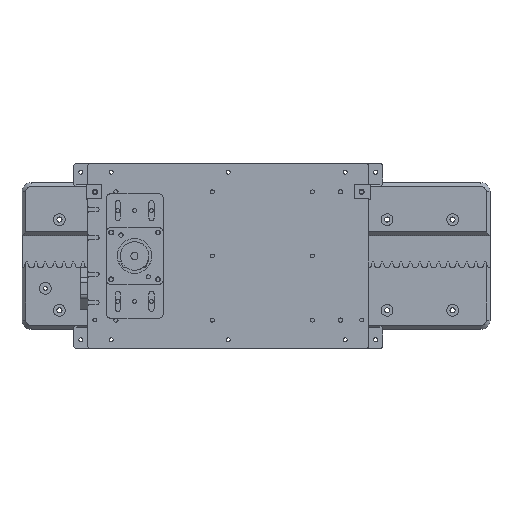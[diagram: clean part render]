
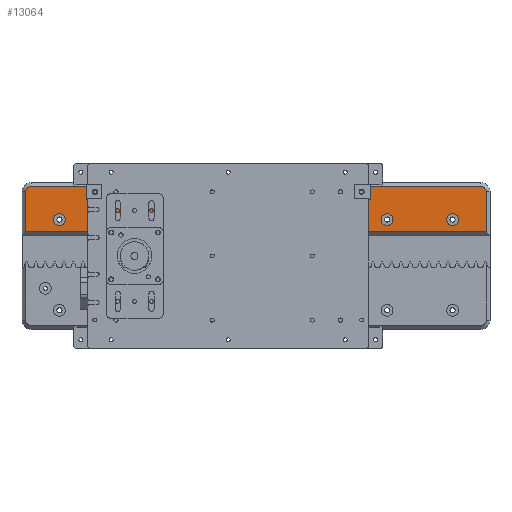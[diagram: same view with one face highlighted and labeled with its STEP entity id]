
A CAD part, top view. The second image highlights one B-rep face of the part: STEP entity #13064.
In plain terms, the highlighted planar face has unit normal (0, 0, 1).
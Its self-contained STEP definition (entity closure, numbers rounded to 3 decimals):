
#747=FACE_BOUND('',#2042,.T.);
#748=FACE_BOUND('',#2043,.T.);
#749=FACE_BOUND('',#2044,.T.);
#750=FACE_BOUND('',#2045,.T.);
#751=FACE_BOUND('',#2046,.T.);
#752=FACE_BOUND('',#2047,.T.);
#753=FACE_BOUND('',#2048,.T.);
#971=PLANE('',#13992);
#1300=FACE_OUTER_BOUND('',#2041,.T.);
#2041=EDGE_LOOP('',(#8987,#8988,#8989,#8990,#8991,#8992));
#2042=EDGE_LOOP('',(#8993));
#2043=EDGE_LOOP('',(#8994));
#2044=EDGE_LOOP('',(#8995));
#2045=EDGE_LOOP('',(#8996));
#2046=EDGE_LOOP('',(#8997));
#2047=EDGE_LOOP('',(#8998));
#2048=EDGE_LOOP('',(#8999));
#2942=LINE('',#18367,#3982);
#2949=LINE('',#18384,#3989);
#2952=LINE('',#18395,#3992);
#2955=LINE('',#18399,#3995);
#3982=VECTOR('',#15210,10.);
#3989=VECTOR('',#15225,10.);
#3992=VECTOR('',#15236,10.);
#3995=VECTOR('',#15241,10.);
#4998=CIRCLE('',#13882,6.25);
#5006=CIRCLE('',#13896,6.25);
#5014=CIRCLE('',#13910,6.25);
#5022=CIRCLE('',#13924,6.25);
#5030=CIRCLE('',#13938,6.25);
#5038=CIRCLE('',#13952,6.25);
#5046=CIRCLE('',#13966,6.25);
#5055=CIRCLE('',#13982,6.);
#5057=CIRCLE('',#13986,6.);
#5499=VERTEX_POINT('',#18183);
#5507=VERTEX_POINT('',#18209);
#5515=VERTEX_POINT('',#18235);
#5523=VERTEX_POINT('',#18261);
#5531=VERTEX_POINT('',#18287);
#5539=VERTEX_POINT('',#18313);
#5547=VERTEX_POINT('',#18339);
#5555=VERTEX_POINT('',#18365);
#5556=VERTEX_POINT('',#18366);
#5559=VERTEX_POINT('',#18374);
#5561=VERTEX_POINT('',#18380);
#5563=VERTEX_POINT('',#18386);
#5566=VERTEX_POINT('',#18394);
#6806=EDGE_CURVE('',#5499,#5499,#4998,.T.);
#6818=EDGE_CURVE('',#5507,#5507,#5006,.T.);
#6830=EDGE_CURVE('',#5515,#5515,#5014,.T.);
#6842=EDGE_CURVE('',#5523,#5523,#5022,.T.);
#6854=EDGE_CURVE('',#5531,#5531,#5030,.T.);
#6866=EDGE_CURVE('',#5539,#5539,#5038,.T.);
#6878=EDGE_CURVE('',#5547,#5547,#5046,.T.);
#6890=EDGE_CURVE('',#5555,#5556,#2942,.T.);
#6896=EDGE_CURVE('',#5556,#5559,#5055,.T.);
#6899=EDGE_CURVE('',#5559,#5561,#2949,.T.);
#6902=EDGE_CURVE('',#5561,#5563,#5057,.T.);
#6904=EDGE_CURVE('',#5563,#5566,#2952,.T.);
#6907=EDGE_CURVE('',#5566,#5555,#2955,.T.);
#8987=ORIENTED_EDGE('',*,*,#6890,.F.);
#8988=ORIENTED_EDGE('',*,*,#6907,.F.);
#8989=ORIENTED_EDGE('',*,*,#6904,.F.);
#8990=ORIENTED_EDGE('',*,*,#6902,.F.);
#8991=ORIENTED_EDGE('',*,*,#6899,.F.);
#8992=ORIENTED_EDGE('',*,*,#6896,.F.);
#8993=ORIENTED_EDGE('',*,*,#6806,.T.);
#8994=ORIENTED_EDGE('',*,*,#6818,.T.);
#8995=ORIENTED_EDGE('',*,*,#6830,.T.);
#8996=ORIENTED_EDGE('',*,*,#6842,.T.);
#8997=ORIENTED_EDGE('',*,*,#6854,.T.);
#8998=ORIENTED_EDGE('',*,*,#6866,.T.);
#8999=ORIENTED_EDGE('',*,*,#6878,.T.);
#13064=ADVANCED_FACE('',(#1300,#747,#748,#749,#750,#751,#752,#753),#971,
 .T.);
#13882=AXIS2_PLACEMENT_3D('',#18184,#14986,#14987);
#13896=AXIS2_PLACEMENT_3D('',#18210,#15018,#15019);
#13910=AXIS2_PLACEMENT_3D('',#18236,#15050,#15051);
#13924=AXIS2_PLACEMENT_3D('',#18262,#15082,#15083);
#13938=AXIS2_PLACEMENT_3D('',#18288,#15114,#15115);
#13952=AXIS2_PLACEMENT_3D('',#18314,#15146,#15147);
#13966=AXIS2_PLACEMENT_3D('',#18340,#15178,#15179);
#13982=AXIS2_PLACEMENT_3D('',#18378,#15219,#15220);
#13986=AXIS2_PLACEMENT_3D('',#18390,#15231,#15232);
#13992=AXIS2_PLACEMENT_3D('',#18430,#15263,#15264);
#14986=DIRECTION('center_axis',(0.,0.,-1.));
#14987=DIRECTION('ref_axis',(1.,0.,0.));
#15018=DIRECTION('center_axis',(0.,0.,-1.));
#15019=DIRECTION('ref_axis',(1.,0.,0.));
#15050=DIRECTION('center_axis',(0.,0.,-1.));
#15051=DIRECTION('ref_axis',(1.,0.,0.));
#15082=DIRECTION('center_axis',(0.,0.,-1.));
#15083=DIRECTION('ref_axis',(1.,0.,0.));
#15114=DIRECTION('center_axis',(0.,0.,-1.));
#15115=DIRECTION('ref_axis',(1.,0.,0.));
#15146=DIRECTION('center_axis',(0.,0.,-1.));
#15147=DIRECTION('ref_axis',(1.,0.,0.));
#15178=DIRECTION('center_axis',(0.,0.,-1.));
#15179=DIRECTION('ref_axis',(1.,0.,0.));
#15210=DIRECTION('',(0.,1.,0.));
#15219=DIRECTION('center_axis',(0.,0.,-1.));
#15220=DIRECTION('ref_axis',(-0.707,0.707,0.));
#15225=DIRECTION('',(1.,0.,0.));
#15231=DIRECTION('center_axis',(0.,0.,-1.));
#15232=DIRECTION('ref_axis',(0.707,0.707,0.));
#15236=DIRECTION('',(0.,-1.,0.));
#15241=DIRECTION('',(-1.,0.,0.));
#15263=DIRECTION('center_axis',(0.,0.,1.));
#15264=DIRECTION('ref_axis',(0.,-1.,0.));
#18183=CARTESIAN_POINT('',(453.75,48.5,0.));
#18184=CARTESIAN_POINT('Origin',(460.,48.5,0.));
#18209=CARTESIAN_POINT('',(383.75,48.5,0.));
#18210=CARTESIAN_POINT('Origin',(390.,48.5,0.));
#18235=CARTESIAN_POINT('',(313.75,48.5,0.));
#18236=CARTESIAN_POINT('Origin',(320.,48.5,0.));
#18261=CARTESIAN_POINT('',(243.75,48.5,0.));
#18262=CARTESIAN_POINT('Origin',(250.,48.5,0.));
#18287=CARTESIAN_POINT('',(173.75,48.5,0.));
#18288=CARTESIAN_POINT('Origin',(180.,48.5,0.));
#18313=CARTESIAN_POINT('',(103.75,48.5,0.));
#18314=CARTESIAN_POINT('Origin',(110.,48.5,0.));
#18339=CARTESIAN_POINT('',(33.75,48.5,0.));
#18340=CARTESIAN_POINT('Origin',(40.,48.5,0.));
#18365=CARTESIAN_POINT('',(4.,35.249,0.));
#18366=CARTESIAN_POINT('',(4.,78.049,0.));
#18367=CARTESIAN_POINT('',(4.,48.799,0.));
#18374=CARTESIAN_POINT('',(10.,84.049,0.));
#18378=CARTESIAN_POINT('Origin',(10.,78.049,0.));
#18380=CARTESIAN_POINT('',(490.,84.049,0.));
#18384=CARTESIAN_POINT('',(0.,84.049,0.));
#18386=CARTESIAN_POINT('',(496.,78.049,0.));
#18390=CARTESIAN_POINT('Origin',(490.,78.049,0.));
#18394=CARTESIAN_POINT('',(496.,35.249,0.));
#18395=CARTESIAN_POINT('',(496.,48.799,0.));
#18399=CARTESIAN_POINT('',(0.,35.249,0.));
#18430=CARTESIAN_POINT('Origin',(0.,88.049,0.));
